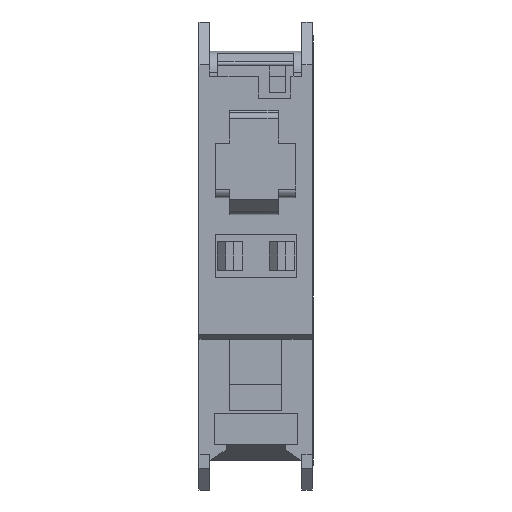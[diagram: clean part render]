
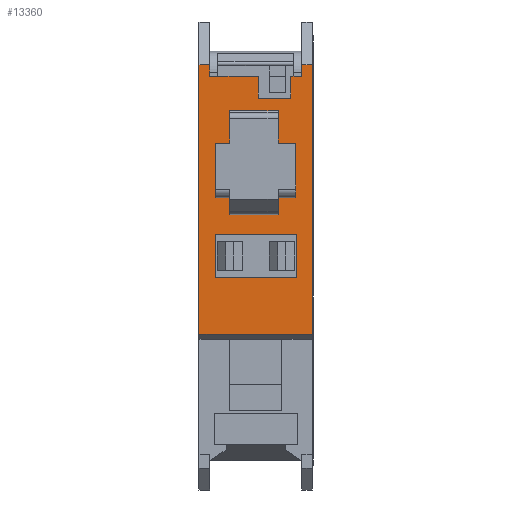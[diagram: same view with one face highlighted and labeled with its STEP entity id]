
A CAD part, front view. The second image highlights one B-rep face of the part: STEP entity #13360.
In plain terms, the highlighted planar face has unit normal (0, -1, 0).
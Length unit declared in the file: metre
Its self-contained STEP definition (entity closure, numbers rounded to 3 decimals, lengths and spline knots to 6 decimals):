
#5124=DIRECTION('',(0.,0.,1.));
#5125=VECTOR('',#5124,0.001229);
#5126=CARTESIAN_POINT('',(-0.00239,0.,0.00622));
#5127=LINE('',#5126,#5125);
#5314=DIRECTION('',(0.,0.,-1.));
#5315=VECTOR('',#5314,0.001229);
#5316=CARTESIAN_POINT('',(0.00206,0.,0.007449));
#5317=LINE('',#5316,#5315);
#5401=DIRECTION('',(-1.,0.,0.));
#5402=VECTOR('',#5401,0.01048);
#5403=CARTESIAN_POINT('',(0.00524,0.,-0.0072));
#5404=LINE('',#5403,#5402);
#5408=DIRECTION('',(0.,0.,1.));
#5409=VECTOR('',#5408,0.02487);
#5410=CARTESIAN_POINT('',(-0.00524,0.,-0.0072));
#5411=LINE('',#5410,#5409);
#5415=DIRECTION('',(1.,0.,0.));
#5416=VECTOR('',#5415,0.001);
#5417=CARTESIAN_POINT('',(-0.00524,0.,0.01767));
#5418=LINE('',#5417,#5416);
#5422=DIRECTION('',(1.,0.,0.));
#5423=VECTOR('',#5422,0.00448);
#5424=CARTESIAN_POINT('',(-0.00424,0.,0.01657));
#5425=LINE('',#5424,#5423);
#5429=DIRECTION('',(0.,0.,-1.));
#5430=VECTOR('',#5429,0.002);
#5431=CARTESIAN_POINT('',(0.00024,0.,0.01657));
#5432=LINE('',#5431,#5430);
#5436=DIRECTION('',(1.,0.,0.));
#5437=VECTOR('',#5436,0.003);
#5438=CARTESIAN_POINT('',(0.00024,0.,0.01457));
#5439=LINE('',#5438,#5437);
#5443=DIRECTION('',(0.,0.,1.));
#5444=VECTOR('',#5443,0.002);
#5445=CARTESIAN_POINT('',(0.00324,0.,0.01457));
#5446=LINE('',#5445,#5444);
#5450=DIRECTION('',(1.,0.,0.));
#5451=VECTOR('',#5450,0.001);
#5452=CARTESIAN_POINT('',(0.00324,0.,0.01657));
#5453=LINE('',#5452,#5451);
#5457=DIRECTION('',(1.,0.,0.));
#5458=VECTOR('',#5457,0.001);
#5459=CARTESIAN_POINT('',(0.00424,0.,0.01767));
#5460=LINE('',#5459,#5458);
#5464=DIRECTION('',(-1.,0.,0.));
#5465=VECTOR('',#5464,0.00445);
#5466=CARTESIAN_POINT('',(0.00206,0.,0.007449));
#5467=LINE('',#5466,#5465);
#5471=DIRECTION('',(1.,0.,0.));
#5472=VECTOR('',#5471,0.00445);
#5473=CARTESIAN_POINT('',(-0.00239,0.,0.00622));
#5474=LINE('',#5473,#5472);
#5478=DIRECTION('',(1.,0.,0.));
#5479=VECTOR('',#5478,0.00445);
#5480=CARTESIAN_POINT('',(-0.00239,0.,0.01242));
#5481=LINE('',#5480,#5479);
#5485=DIRECTION('',(0.,0.,1.));
#5486=VECTOR('',#5485,0.004);
#5487=CARTESIAN_POINT('',(0.00375,0.,-0.002));
#5488=LINE('',#5487,#5486);
#5492=DIRECTION('',(-1.,0.,0.));
#5493=VECTOR('',#5492,0.0075);
#5494=CARTESIAN_POINT('',(0.00375,0.,0.002));
#5495=LINE('',#5494,#5493);
#5499=DIRECTION('',(0.,0.,-1.));
#5500=VECTOR('',#5499,0.004);
#5501=CARTESIAN_POINT('',(-0.00375,0.,0.002));
#5502=LINE('',#5501,#5500);
#5506=DIRECTION('',(1.,0.,0.));
#5507=VECTOR('',#5506,0.0075);
#5508=CARTESIAN_POINT('',(-0.00375,0.,-0.002));
#5509=LINE('',#5508,#5507);
#5520=DIRECTION('',(0.,0.,1.));
#5521=VECTOR('',#5520,0.02487);
#5522=CARTESIAN_POINT('',(0.00524,0.,-0.0072));
#5523=LINE('',#5522,#5521);
#5724=DIRECTION('',(0.,0.,-1.));
#5725=VECTOR('',#5724,0.0011);
#5726=CARTESIAN_POINT('',(0.00424,0.,0.01767));
#5727=LINE('',#5726,#5725);
#6072=DIRECTION('',(0.,0.,1.));
#6073=VECTOR('',#6072,0.0011);
#6074=CARTESIAN_POINT('',(-0.00424,0.,0.01657));
#6075=LINE('',#6074,#6073);
#11228=DIRECTION('',(0.,0.,1.));
#11229=VECTOR('',#11228,0.001);
#11230=CARTESIAN_POINT('',(-0.00239,0.,0.01242));
#11231=LINE('',#11230,#11229);
#11337=DIRECTION('',(0.,0.,-1.));
#11338=VECTOR('',#11337,0.001);
#11339=CARTESIAN_POINT('',(0.00206,0.,0.01342));
#11340=LINE('',#11339,#11338);
#11379=DIRECTION('',(1.,0.,0.));
#11380=VECTOR('',#11379,0.00445);
#11381=CARTESIAN_POINT('',(-0.00239,0.,0.01342));
#11382=LINE('',#11381,#11380);
#11844=CARTESIAN_POINT('',(-0.00239,0.,0.00622));
#11845=VERTEX_POINT('',#11844);
#11846=CARTESIAN_POINT('',(-0.00239,0.,0.007449));
#11847=VERTEX_POINT('',#11846);
#11904=CARTESIAN_POINT('',(0.00206,0.,0.007449));
#11905=VERTEX_POINT('',#11904);
#11906=CARTESIAN_POINT('',(0.00206,0.,0.00622));
#11907=VERTEX_POINT('',#11906);
#11908=CARTESIAN_POINT('',(0.00524,0.,-0.0072));
#11909=CARTESIAN_POINT('',(-0.00524,0.,-0.0072));
#11910=VERTEX_POINT('',#11908);
#11911=VERTEX_POINT('',#11909);
#11912=CARTESIAN_POINT('',(-0.00524,0.,0.01767));
#11913=VERTEX_POINT('',#11912);
#11914=CARTESIAN_POINT('',(-0.00424,0.,0.01767));
#11915=VERTEX_POINT('',#11914);
#11916=CARTESIAN_POINT('',(-0.00424,0.,0.01657));
#11917=VERTEX_POINT('',#11916);
#11918=CARTESIAN_POINT('',(0.00024,0.,0.01657));
#11919=VERTEX_POINT('',#11918);
#11920=CARTESIAN_POINT('',(0.00024,0.,0.01457));
#11921=VERTEX_POINT('',#11920);
#11922=CARTESIAN_POINT('',(0.00324,0.,0.01457));
#11923=VERTEX_POINT('',#11922);
#11924=CARTESIAN_POINT('',(0.00324,0.,0.01657));
#11925=VERTEX_POINT('',#11924);
#11926=CARTESIAN_POINT('',(0.00424,0.,0.01657));
#11927=VERTEX_POINT('',#11926);
#11928=CARTESIAN_POINT('',(0.00424,0.,0.01767));
#11929=VERTEX_POINT('',#11928);
#11930=CARTESIAN_POINT('',(0.00524,0.,0.01767));
#11931=VERTEX_POINT('',#11930);
#11932=CARTESIAN_POINT('',(-0.00239,0.,0.01242));
#11933=CARTESIAN_POINT('',(-0.00239,0.,0.01342));
#11934=VERTEX_POINT('',#11932);
#11935=VERTEX_POINT('',#11933);
#11936=CARTESIAN_POINT('',(0.00206,0.,0.01242));
#11937=VERTEX_POINT('',#11936);
#11938=CARTESIAN_POINT('',(0.00206,0.,0.01342));
#11939=VERTEX_POINT('',#11938);
#11940=CARTESIAN_POINT('',(0.00375,0.,-0.002));
#11941=CARTESIAN_POINT('',(0.00375,0.,0.002));
#11942=VERTEX_POINT('',#11940);
#11943=VERTEX_POINT('',#11941);
#11944=CARTESIAN_POINT('',(-0.00375,0.,0.002));
#11945=VERTEX_POINT('',#11944);
#11946=CARTESIAN_POINT('',(-0.00375,0.,-0.002));
#11947=VERTEX_POINT('',#11946);
#13302=CARTESIAN_POINT('',(-0.00524,0.,-0.0216));
#13303=DIRECTION('',(0.,-1.,0.));
#13304=DIRECTION('',(0.,0.,-1.));
#13305=AXIS2_PLACEMENT_3D('',#13302,#13303,#13304);
#13306=PLANE('',#13305);
#13308=ORIENTED_EDGE('',*,*,#13307,.T.);
#13310=ORIENTED_EDGE('',*,*,#13309,.T.);
#13312=ORIENTED_EDGE('',*,*,#13311,.T.);
#13314=ORIENTED_EDGE('',*,*,#13313,.F.);
#13316=ORIENTED_EDGE('',*,*,#13315,.T.);
#13318=ORIENTED_EDGE('',*,*,#13317,.T.);
#13320=ORIENTED_EDGE('',*,*,#13319,.T.);
#13322=ORIENTED_EDGE('',*,*,#13321,.T.);
#13324=ORIENTED_EDGE('',*,*,#13323,.T.);
#13326=ORIENTED_EDGE('',*,*,#13325,.F.);
#13328=ORIENTED_EDGE('',*,*,#13327,.T.);
#13330=ORIENTED_EDGE('',*,*,#13329,.F.);
#13331=EDGE_LOOP('',(#13308,#13310,#13312,#13314,#13316,#13318,#13320,#13322,
#13324,#13326,#13328,#13330));
#13332=FACE_OUTER_BOUND('',#13331,.F.);
#13333=ORIENTED_EDGE('',*,*,#13288,.T.);
#13334=ORIENTED_EDGE('',*,*,#13041,.F.);
#13336=ORIENTED_EDGE('',*,*,#13335,.T.);
#13337=ORIENTED_EDGE('',*,*,#13161,.F.);
#13338=EDGE_LOOP('',(#13333,#13334,#13336,#13337));
#13339=FACE_BOUND('',#13338,.F.);
#13341=ORIENTED_EDGE('',*,*,#13340,.F.);
#13343=ORIENTED_EDGE('',*,*,#13342,.T.);
#13345=ORIENTED_EDGE('',*,*,#13344,.F.);
#13347=ORIENTED_EDGE('',*,*,#13346,.F.);
#13348=EDGE_LOOP('',(#13341,#13343,#13345,#13347));
#13349=FACE_BOUND('',#13348,.F.);
#13351=ORIENTED_EDGE('',*,*,#13350,.T.);
#13353=ORIENTED_EDGE('',*,*,#13352,.T.);
#13355=ORIENTED_EDGE('',*,*,#13354,.T.);
#13357=ORIENTED_EDGE('',*,*,#13356,.T.);
#13358=EDGE_LOOP('',(#13351,#13353,#13355,#13357));
#13359=FACE_BOUND('',#13358,.F.);
#13041=EDGE_CURVE('',#11845,#11847,#5127,.T.);
#13161=EDGE_CURVE('',#11905,#11907,#5317,.T.);
#13288=EDGE_CURVE('',#11905,#11847,#5467,.T.);
#13307=EDGE_CURVE('',#11910,#11911,#5404,.T.);
#13309=EDGE_CURVE('',#11911,#11913,#5411,.T.);
#13311=EDGE_CURVE('',#11913,#11915,#5418,.T.);
#13313=EDGE_CURVE('',#11917,#11915,#6075,.T.);
#13315=EDGE_CURVE('',#11917,#11919,#5425,.T.);
#13317=EDGE_CURVE('',#11919,#11921,#5432,.T.);
#13319=EDGE_CURVE('',#11921,#11923,#5439,.T.);
#13321=EDGE_CURVE('',#11923,#11925,#5446,.T.);
#13323=EDGE_CURVE('',#11925,#11927,#5453,.T.);
#13325=EDGE_CURVE('',#11929,#11927,#5727,.T.);
#13327=EDGE_CURVE('',#11929,#11931,#5460,.T.);
#13329=EDGE_CURVE('',#11910,#11931,#5523,.T.);
#13335=EDGE_CURVE('',#11845,#11907,#5474,.T.);
#13340=EDGE_CURVE('',#11934,#11935,#11231,.T.);
#13342=EDGE_CURVE('',#11934,#11937,#5481,.T.);
#13344=EDGE_CURVE('',#11939,#11937,#11340,.T.);
#13346=EDGE_CURVE('',#11935,#11939,#11382,.T.);
#13350=EDGE_CURVE('',#11942,#11943,#5488,.T.);
#13352=EDGE_CURVE('',#11943,#11945,#5495,.T.);
#13354=EDGE_CURVE('',#11945,#11947,#5502,.T.);
#13356=EDGE_CURVE('',#11947,#11942,#5509,.T.);
#13360=ADVANCED_FACE('',(#13332,#13339,#13349,#13359),#13306,.T.);
